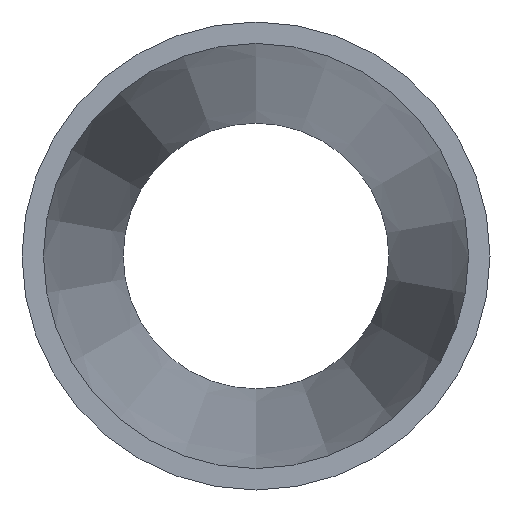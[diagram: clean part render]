
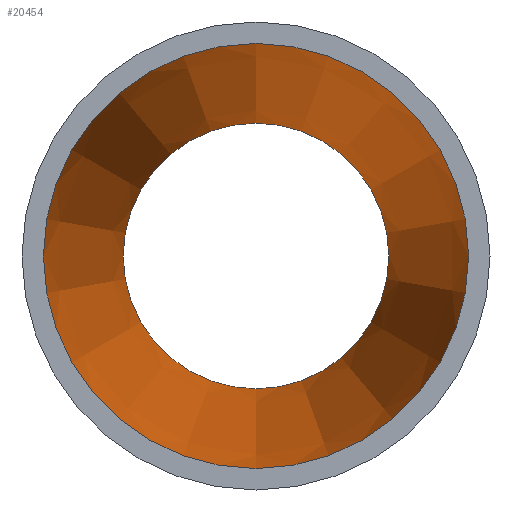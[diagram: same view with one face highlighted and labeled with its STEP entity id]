
A CAD part, front view. The second image highlights one B-rep face of the part: STEP entity #20454.
In plain terms, the highlighted conical face has half-angle 6.684 degrees and reference radius 19.986 mm.
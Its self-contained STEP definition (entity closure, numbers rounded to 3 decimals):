
#1016 = DIRECTION ( 'NONE',  ( 0., 0., -1. ) ) ;
#2026 = CIRCLE ( 'NONE', #13968, 19.986 ) ;
#2144 = VERTEX_POINT ( 'NONE', #5457 ) ;
#3435 = DIRECTION ( 'NONE',  ( 0., 0., -1. ) ) ;
#4215 = DIRECTION ( 'NONE',  ( 0., -1., 0. ) ) ;
#4754 = EDGE_LOOP ( 'NONE', ( #20188 ) ) ;
#5106 = AXIS2_PLACEMENT_3D ( 'NONE', #17215, #10349, #15716 ) ;
#5457 = CARTESIAN_POINT ( 'NONE',  ( 0., 64., -12.486 ) ) ;
#6526 = CARTESIAN_POINT ( 'NONE',  ( 0., 64., 0. ) ) ;
#7318 = EDGE_CURVE ( 'NONE', #16820, #16820, #2026, .T. ) ;
#8358 = EDGE_CURVE ( 'NONE', #2144, #2144, #19404, .T. ) ;
#8445 = DIRECTION ( 'NONE',  ( 0., -1., 0. ) ) ;
#8843 = CONICAL_SURFACE ( 'NONE', #5106, 19.986, 0.117 ) ;
#10008 = ORIENTED_EDGE ( 'NONE', *, *, #8358, .F. ) ;
#10349 = DIRECTION ( 'NONE',  ( 0., -1., 0. ) ) ;
#12032 = CARTESIAN_POINT ( 'NONE',  ( 0., 0., 0. ) ) ;
#12493 = EDGE_LOOP ( 'NONE', ( #10008 ) ) ;
#13968 = AXIS2_PLACEMENT_3D ( 'NONE', #12032, #4215, #1016 ) ;
#15716 = DIRECTION ( 'NONE',  ( 0., 0., -1. ) ) ;
#16820 = VERTEX_POINT ( 'NONE', #20134 ) ;
#17215 = CARTESIAN_POINT ( 'NONE',  ( 0., 0., 0. ) ) ;
#18808 = FACE_BOUND ( 'NONE', #12493, .T. ) ;
#19404 = CIRCLE ( 'NONE', #20096, 12.486 ) ;
#20096 = AXIS2_PLACEMENT_3D ( 'NONE', #6526, #8445, #3435 ) ;
#20134 = CARTESIAN_POINT ( 'NONE',  ( 0., 0., -19.986 ) ) ;
#20188 = ORIENTED_EDGE ( 'NONE', *, *, #7318, .T. ) ;
#20423 = FACE_OUTER_BOUND ( 'NONE', #4754, .T. ) ;
#20454 = ADVANCED_FACE ( 'NONE', ( #18808, #20423 ), #8843, .F. ) ;
